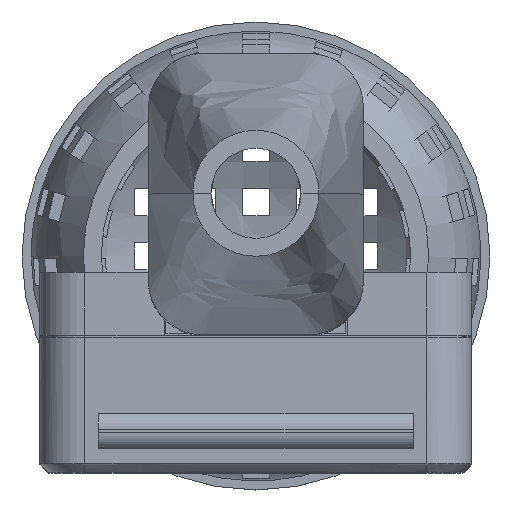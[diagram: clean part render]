
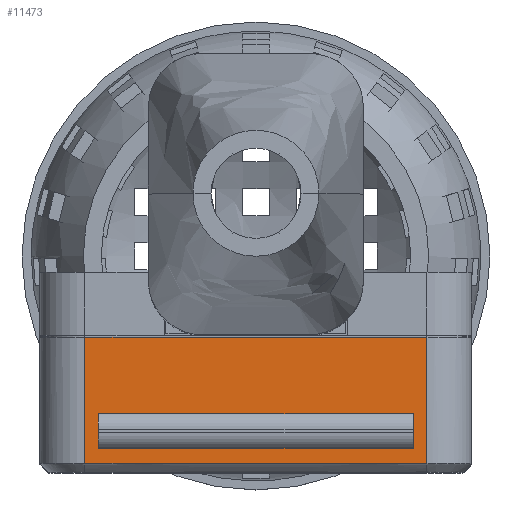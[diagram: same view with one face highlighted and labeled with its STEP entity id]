
A CAD part, top view. The second image highlights one B-rep face of the part: STEP entity #11473.
In plain terms, the highlighted planar face has unit normal (0, 0, 1).
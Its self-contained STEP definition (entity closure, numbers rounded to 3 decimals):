
#17=B_SPLINE_CURVE_WITH_KNOTS('',3,(#15061,#15062,#15063,#15064),
 .UNSPECIFIED.,.F.,.F.,(4,4),(0.,1.9),
 .UNSPECIFIED.);
#1070=FACE_BOUND('',#2057,.T.);
#1440=FACE_OUTER_BOUND('',#2056,.T.);
#2056=EDGE_LOOP('',(#7585,#7586,#7587,#7588));
#2057=EDGE_LOOP('',(#7589,#7590,#7591,#7592));
#2961=LINE('',#15800,#3684);
#2962=LINE('',#15804,#3685);
#2963=LINE('',#15805,#3686);
#2964=LINE('',#15808,#3687);
#2965=LINE('',#15810,#3688);
#2966=LINE('',#15812,#3689);
#2967=LINE('',#15813,#3690);
#3684=VECTOR('',#12962,10.);
#3685=VECTOR('',#12967,10.);
#3686=VECTOR('',#12968,10.);
#3687=VECTOR('',#12969,10.);
#3688=VECTOR('',#12970,10.);
#3689=VECTOR('',#12971,10.);
#3690=VECTOR('',#12972,10.);
#4384=VERTEX_POINT('',#15051);
#4385=VERTEX_POINT('',#15060);
#4402=VERTEX_POINT('',#15799);
#4403=VERTEX_POINT('',#15803);
#4404=VERTEX_POINT('',#15806);
#4405=VERTEX_POINT('',#15807);
#4406=VERTEX_POINT('',#15809);
#4407=VERTEX_POINT('',#15811);
#5618=EDGE_CURVE('',#4384,#4385,#17,.T.);
#5646=EDGE_CURVE('',#4402,#4385,#2961,.T.);
#5648=EDGE_CURVE('',#4403,#4384,#2962,.T.);
#5649=EDGE_CURVE('',#4403,#4402,#2963,.T.);
#5650=EDGE_CURVE('',#4404,#4405,#2964,.T.);
#5651=EDGE_CURVE('',#4405,#4406,#2965,.T.);
#5652=EDGE_CURVE('',#4406,#4407,#2966,.T.);
#5653=EDGE_CURVE('',#4407,#4404,#2967,.T.);
#7585=ORIENTED_EDGE('',*,*,#5618,.F.);
#7586=ORIENTED_EDGE('',*,*,#5648,.F.);
#7587=ORIENTED_EDGE('',*,*,#5649,.T.);
#7588=ORIENTED_EDGE('',*,*,#5646,.T.);
#7589=ORIENTED_EDGE('',*,*,#5650,.T.);
#7590=ORIENTED_EDGE('',*,*,#5651,.T.);
#7591=ORIENTED_EDGE('',*,*,#5652,.T.);
#7592=ORIENTED_EDGE('',*,*,#5653,.T.);
#10887=PLANE('',#12109);
#11473=ADVANCED_FACE('',(#1440,#1070),#10887,.T.);
#12109=AXIS2_PLACEMENT_3D('',#15802,#12965,#12966);
#12962=DIRECTION('',(0.,-1.,0.));
#12965=DIRECTION('center_axis',(0.,0.,1.));
#12966=DIRECTION('ref_axis',(-1.,0.,0.));
#12967=DIRECTION('',(0.,-1.,0.));
#12968=DIRECTION('',(-1.,0.,0.));
#12969=DIRECTION('',(0.,-1.,0.));
#12970=DIRECTION('',(-1.,0.,0.));
#12971=DIRECTION('',(0.,1.,0.));
#12972=DIRECTION('',(1.,0.,0.));
#15051=CARTESIAN_POINT('',(9.5,-10.7,12.));
#15060=CARTESIAN_POINT('',(-9.5,-10.7,12.));
#15061=CARTESIAN_POINT('Ctrl Pts',(9.5,-10.7,12.));
#15062=CARTESIAN_POINT('Ctrl Pts',(3.155,-10.7,12.));
#15063=CARTESIAN_POINT('Ctrl Pts',(-3.156,-10.7,12.));
#15064=CARTESIAN_POINT('Ctrl Pts',(-9.5,-10.7,12.));
#15799=CARTESIAN_POINT('',(-9.5,-3.69,12.));
#15800=CARTESIAN_POINT('',(-9.5,0.,12.));
#15802=CARTESIAN_POINT('Origin',(9.5,0.,12.));
#15803=CARTESIAN_POINT('',(9.5,-3.69,12.));
#15804=CARTESIAN_POINT('',(9.5,0.,12.));
#15805=CARTESIAN_POINT('',(4.75,-3.69,12.));
#15806=CARTESIAN_POINT('',(8.75,-7.934,12.));
#15807=CARTESIAN_POINT('',(8.75,-9.866,12.));
#15808=CARTESIAN_POINT('',(8.75,-4.45,12.));
#15809=CARTESIAN_POINT('',(-8.75,-9.866,12.));
#15810=CARTESIAN_POINT('',(12.,-9.866,12.));
#15811=CARTESIAN_POINT('',(-8.75,-7.934,12.));
#15812=CARTESIAN_POINT('',(-8.75,-4.45,12.));
#15813=CARTESIAN_POINT('',(12.,-7.934,12.));
